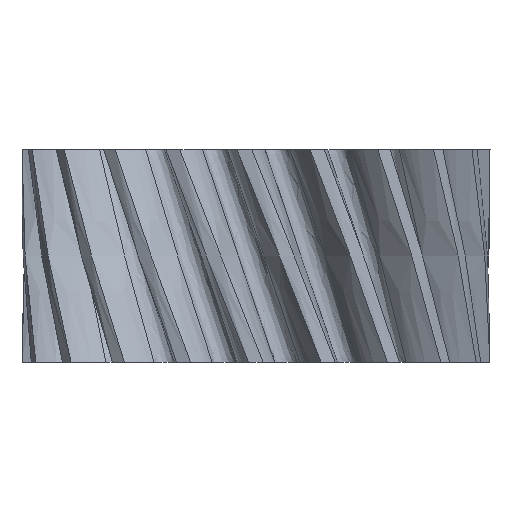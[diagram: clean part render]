
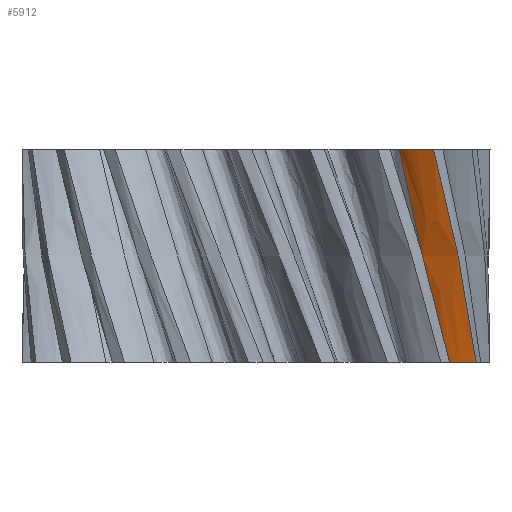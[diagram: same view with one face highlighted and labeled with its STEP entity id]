
A CAD part, front view. The second image highlights one B-rep face of the part: STEP entity #5912.
In plain terms, the highlighted free-form (B-spline) face has degree [3, 3] with [4, 4] control points.
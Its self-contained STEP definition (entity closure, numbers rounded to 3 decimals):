
#57 = PLANE('',#58);
#58 = AXIS2_PLACEMENT_3D('',#59,#60,#61);
#59 = CARTESIAN_POINT('',(0.,0.,0.));
#60 = DIRECTION('',(0.,0.,1.));
#61 = DIRECTION('',(1.,0.,0.));
#87 = B_SPLINE_SURFACE_WITH_KNOTS('',3,3,(
    (#88,#89,#90,#91)
    ,(#92,#93,#94,#95)
    ,(#96,#97,#98,#99)
    ,(#100,#101,#102,#103
    )),.UNSPECIFIED.,.F.,.F.,.F.,(4,4),(4,4),(0.,1.),(0.,1.),
  .PIECEWISE_BEZIER_KNOTS.);
#88 = CARTESIAN_POINT('',(8.627,-3.725,0.));
#89 = CARTESIAN_POINT('',(7.884,-3.348,0.));
#90 = CARTESIAN_POINT('',(7.342,-4.41,0.));
#91 = CARTESIAN_POINT('',(8.084,-4.79,0.));
#92 = CARTESIAN_POINT('',(8.176,-4.772,3.333)
  );
#93 = CARTESIAN_POINT('',(7.478,-4.305,3.333)
  );
#94 = CARTESIAN_POINT('',(6.808,-5.301,3.333));
#95 = CARTESIAN_POINT('',(7.504,-5.771,3.333)
  );
#96 = CARTESIAN_POINT('',(7.531,-5.735,6.667)
  );
#97 = CARTESIAN_POINT('',(6.896,-5.186,6.667)
  );
#98 = CARTESIAN_POINT('',(6.109,-6.094,6.667)
  );
#99 = CARTESIAN_POINT('',(6.742,-6.645,6.667)
  );
#100 = CARTESIAN_POINT('',(6.736,-6.552,10.));
#101 = CARTESIAN_POINT('',(6.176,-5.935,10.));
#102 = CARTESIAN_POINT('',(5.291,-6.735,10.));
#103 = CARTESIAN_POINT('',(5.85,-7.354,10.));
#128 = PLANE('',#129);
#129 = AXIS2_PLACEMENT_3D('',#130,#131,#132);
#130 = CARTESIAN_POINT('',(0.,0.,10.));
#131 = DIRECTION('',(0.,-0.,-1.));
#132 = DIRECTION('',(-1.,0.,0.));
#3192 = VERTEX_POINT('',#3193);
#3193 = CARTESIAN_POINT('',(8.627,-3.725,0.));
#3216 = EDGE_CURVE('',#3217,#3192,#3219,.T.);
#3217 = VERTEX_POINT('',#3218);
#3218 = CARTESIAN_POINT('',(10.349,-3.728,0.));
#3219 = SURFACE_CURVE('',#3220,(#3225,#3233),.PCURVE_S1.);
#3220 = B_SPLINE_CURVE_WITH_KNOTS('',3,(#3221,#3222,#3223,#3224),
  .UNSPECIFIED.,.F.,.F.,(4,4),(0.,1.),.PIECEWISE_BEZIER_KNOTS.);
#3221 = CARTESIAN_POINT('',(10.349,-3.728,0.));
#3222 = CARTESIAN_POINT('',(9.786,-3.834,0.));
#3223 = CARTESIAN_POINT('',(9.184,-3.897,0.));
#3224 = CARTESIAN_POINT('',(8.627,-3.725,0.));
#3225 = PCURVE('',#57,#3226);
#3226 = DEFINITIONAL_REPRESENTATION('',(#3227),#3232);
#3227 = B_SPLINE_CURVE_WITH_KNOTS('',3,(#3228,#3229,#3230,#3231),
  .UNSPECIFIED.,.F.,.F.,(4,4),(0.,1.),.PIECEWISE_BEZIER_KNOTS.);
#3228 = CARTESIAN_POINT('',(10.349,-3.728));
#3229 = CARTESIAN_POINT('',(9.786,-3.834));
#3230 = CARTESIAN_POINT('',(9.184,-3.897));
#3231 = CARTESIAN_POINT('',(8.627,-3.725));
#3232 = ( GEOMETRIC_REPRESENTATION_CONTEXT(2) 
PARAMETRIC_REPRESENTATION_CONTEXT() REPRESENTATION_CONTEXT('2D SPACE',''
  ) );
#3233 = PCURVE('',#3234,#3251);
#3234 = B_SPLINE_SURFACE_WITH_KNOTS('',3,3,(
    (#3235,#3236,#3237,#3238)
    ,(#3239,#3240,#3241,#3242)
    ,(#3243,#3244,#3245,#3246)
    ,(#3247,#3248,#3249,#3250
    )),.UNSPECIFIED.,.F.,.F.,.F.,(4,4),(4,4),(0.,1.),(0.,1.),
  .PIECEWISE_BEZIER_KNOTS.);
#3235 = CARTESIAN_POINT('',(10.349,-3.728,0.));
#3236 = CARTESIAN_POINT('',(9.786,-3.834,0.));
#3237 = CARTESIAN_POINT('',(9.184,-3.897,0.));
#3238 = CARTESIAN_POINT('',(8.627,-3.725,0.));
#3239 = CARTESIAN_POINT('',(9.897,-4.984,3.333
    ));
#3240 = CARTESIAN_POINT('',(9.321,-5.021,
    3.333));
#3241 = CARTESIAN_POINT('',(8.711,-5.012,3.333)
  );
#3242 = CARTESIAN_POINT('',(8.176,-4.772,
    3.333));
#3243 = CARTESIAN_POINT('',(9.214,-6.156,
    6.667));
#3244 = CARTESIAN_POINT('',(8.637,-6.123,
    6.667));
#3245 = CARTESIAN_POINT('',(8.034,-6.038,
    6.667));
#3246 = CARTESIAN_POINT('',(7.531,-5.735,6.667)
  );
#3247 = CARTESIAN_POINT('',(8.344,-7.168,10.));
#3248 = CARTESIAN_POINT('',(7.78,-7.066,10.));
#3249 = CARTESIAN_POINT('',(7.195,-6.911,10.));
#3250 = CARTESIAN_POINT('',(6.736,-6.552,10.));
#3251 = DEFINITIONAL_REPRESENTATION('',(#3252),#3256);
#3252 = LINE('',#3253,#3254);
#3253 = CARTESIAN_POINT('',(0.,0.));
#3254 = VECTOR('',#3255,1.);
#3255 = DIRECTION('',(0.,1.));
#3256 = ( GEOMETRIC_REPRESENTATION_CONTEXT(2) 
PARAMETRIC_REPRESENTATION_CONTEXT() REPRESENTATION_CONTEXT('2D SPACE',''
  ) );
#3276 = B_SPLINE_SURFACE_WITH_KNOTS('',3,3,(
    (#3277,#3278,#3279,#3280)
    ,(#3281,#3282,#3283,#3284)
    ,(#3285,#3286,#3287,#3288)
    ,(#3289,#3290,#3291,#3292
    )),.UNSPECIFIED.,.F.,.F.,.F.,(4,4),(4,4),(0.,1.),(0.,1.),
  .PIECEWISE_BEZIER_KNOTS.);
#3277 = CARTESIAN_POINT('',(10.564,-3.067,0.));
#3278 = CARTESIAN_POINT('',(10.499,-3.29,0.));
#3279 = CARTESIAN_POINT('',(10.428,-3.51,0.));
#3280 = CARTESIAN_POINT('',(10.349,-3.728,0.));
#3281 = CARTESIAN_POINT('',(10.192,-4.349,
    3.333));
#3282 = CARTESIAN_POINT('',(10.101,-4.564,
    3.333));
#3283 = CARTESIAN_POINT('',(10.002,-4.775,
    3.333));
#3284 = CARTESIAN_POINT('',(9.897,-4.984,3.333
    ));
#3285 = CARTESIAN_POINT('',(9.584,-5.562,
    6.667));
#3286 = CARTESIAN_POINT('',(9.467,-5.764,
    6.667));
#3287 = CARTESIAN_POINT('',(9.344,-5.962,
    6.667));
#3288 = CARTESIAN_POINT('',(9.214,-6.156,6.667
    ));
#3289 = CARTESIAN_POINT('',(8.78,-6.627,10.));
#3290 = CARTESIAN_POINT('',(8.64,-6.812,10.));
#3291 = CARTESIAN_POINT('',(8.495,-6.992,10.));
#3292 = CARTESIAN_POINT('',(8.344,-7.168,10.));
#3501 = EDGE_CURVE('',#3192,#3502,#3504,.T.);
#3502 = VERTEX_POINT('',#3503);
#3503 = CARTESIAN_POINT('',(6.736,-6.552,10.));
#3504 = SURFACE_CURVE('',#3505,(#3510,#3517),.PCURVE_S1.);
#3505 = B_SPLINE_CURVE_WITH_KNOTS('',3,(#3506,#3507,#3508,#3509),
  .UNSPECIFIED.,.F.,.F.,(4,4),(0.,1.),.PIECEWISE_BEZIER_KNOTS.);
#3506 = CARTESIAN_POINT('',(8.627,-3.725,0.));
#3507 = CARTESIAN_POINT('',(8.176,-4.772,
    3.333));
#3508 = CARTESIAN_POINT('',(7.531,-5.735,
    6.667));
#3509 = CARTESIAN_POINT('',(6.736,-6.552,10.));
#3510 = PCURVE('',#87,#3511);
#3511 = DEFINITIONAL_REPRESENTATION('',(#3512),#3516);
#3512 = LINE('',#3513,#3514);
#3513 = CARTESIAN_POINT('',(0.,0.));
#3514 = VECTOR('',#3515,1.);
#3515 = DIRECTION('',(1.,0.));
#3516 = ( GEOMETRIC_REPRESENTATION_CONTEXT(2) 
PARAMETRIC_REPRESENTATION_CONTEXT() REPRESENTATION_CONTEXT('2D SPACE',''
  ) );
#3517 = PCURVE('',#3234,#3518);
#3518 = DEFINITIONAL_REPRESENTATION('',(#3519),#3523);
#3519 = LINE('',#3520,#3521);
#3520 = CARTESIAN_POINT('',(0.,1.));
#3521 = VECTOR('',#3522,1.);
#3522 = DIRECTION('',(1.,0.));
#3523 = ( GEOMETRIC_REPRESENTATION_CONTEXT(2) 
PARAMETRIC_REPRESENTATION_CONTEXT() REPRESENTATION_CONTEXT('2D SPACE',''
  ) );
#4980 = VERTEX_POINT('',#4981);
#4981 = CARTESIAN_POINT('',(8.344,-7.168,10.));
#5004 = EDGE_CURVE('',#4980,#3502,#5005,.T.);
#5005 = SURFACE_CURVE('',#5006,(#5011,#5019),.PCURVE_S1.);
#5006 = B_SPLINE_CURVE_WITH_KNOTS('',3,(#5007,#5008,#5009,#5010),
  .UNSPECIFIED.,.F.,.F.,(4,4),(0.,1.),.PIECEWISE_BEZIER_KNOTS.);
#5007 = CARTESIAN_POINT('',(8.344,-7.168,10.));
#5008 = CARTESIAN_POINT('',(7.78,-7.066,10.));
#5009 = CARTESIAN_POINT('',(7.195,-6.911,10.));
#5010 = CARTESIAN_POINT('',(6.736,-6.552,10.));
#5011 = PCURVE('',#128,#5012);
#5012 = DEFINITIONAL_REPRESENTATION('',(#5013),#5018);
#5013 = B_SPLINE_CURVE_WITH_KNOTS('',3,(#5014,#5015,#5016,#5017),
  .UNSPECIFIED.,.F.,.F.,(4,4),(0.,1.),.PIECEWISE_BEZIER_KNOTS.);
#5014 = CARTESIAN_POINT('',(-8.344,-7.168));
#5015 = CARTESIAN_POINT('',(-7.78,-7.066));
#5016 = CARTESIAN_POINT('',(-7.195,-6.911));
#5017 = CARTESIAN_POINT('',(-6.736,-6.552));
#5018 = ( GEOMETRIC_REPRESENTATION_CONTEXT(2) 
PARAMETRIC_REPRESENTATION_CONTEXT() REPRESENTATION_CONTEXT('2D SPACE',''
  ) );
#5019 = PCURVE('',#3234,#5020);
#5020 = DEFINITIONAL_REPRESENTATION('',(#5021),#5025);
#5021 = LINE('',#5022,#5023);
#5022 = CARTESIAN_POINT('',(1.,0.));
#5023 = VECTOR('',#5024,1.);
#5024 = DIRECTION('',(0.,1.));
#5025 = ( GEOMETRIC_REPRESENTATION_CONTEXT(2) 
PARAMETRIC_REPRESENTATION_CONTEXT() REPRESENTATION_CONTEXT('2D SPACE',''
  ) );
#5863 = EDGE_CURVE('',#3217,#4980,#5864,.T.);
#5864 = SURFACE_CURVE('',#5865,(#5870,#5877),.PCURVE_S1.);
#5865 = B_SPLINE_CURVE_WITH_KNOTS('',3,(#5866,#5867,#5868,#5869),
  .UNSPECIFIED.,.F.,.F.,(4,4),(0.,1.),.PIECEWISE_BEZIER_KNOTS.);
#5866 = CARTESIAN_POINT('',(10.349,-3.728,0.));
#5867 = CARTESIAN_POINT('',(9.897,-4.984,3.333
    ));
#5868 = CARTESIAN_POINT('',(9.214,-6.156,
    6.667));
#5869 = CARTESIAN_POINT('',(8.344,-7.168,10.));
#5870 = PCURVE('',#3276,#5871);
#5871 = DEFINITIONAL_REPRESENTATION('',(#5872),#5876);
#5872 = LINE('',#5873,#5874);
#5873 = CARTESIAN_POINT('',(0.,1.));
#5874 = VECTOR('',#5875,1.);
#5875 = DIRECTION('',(1.,0.));
#5876 = ( GEOMETRIC_REPRESENTATION_CONTEXT(2) 
PARAMETRIC_REPRESENTATION_CONTEXT() REPRESENTATION_CONTEXT('2D SPACE',''
  ) );
#5877 = PCURVE('',#3234,#5878);
#5878 = DEFINITIONAL_REPRESENTATION('',(#5879),#5883);
#5879 = LINE('',#5880,#5881);
#5880 = CARTESIAN_POINT('',(0.,0.));
#5881 = VECTOR('',#5882,1.);
#5882 = DIRECTION('',(1.,0.));
#5883 = ( GEOMETRIC_REPRESENTATION_CONTEXT(2) 
PARAMETRIC_REPRESENTATION_CONTEXT() REPRESENTATION_CONTEXT('2D SPACE',''
  ) );
#5912 = ADVANCED_FACE('',(#5913),#3234,.T.);
#5913 = FACE_BOUND('',#5914,.T.);
#5914 = EDGE_LOOP('',(#5915,#5916,#5917,#5918));
#5915 = ORIENTED_EDGE('',*,*,#3216,.F.);
#5916 = ORIENTED_EDGE('',*,*,#5863,.T.);
#5917 = ORIENTED_EDGE('',*,*,#5004,.T.);
#5918 = ORIENTED_EDGE('',*,*,#3501,.F.);
